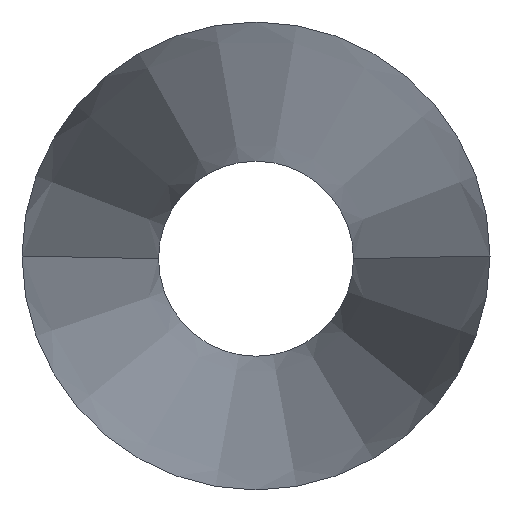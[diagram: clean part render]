
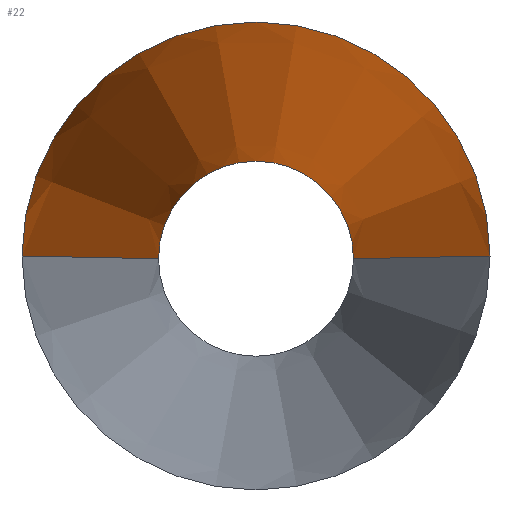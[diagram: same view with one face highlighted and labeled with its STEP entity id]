
A CAD part, top view. The second image highlights one B-rep face of the part: STEP entity #22.
In plain terms, the highlighted conical face has half-angle 5 degrees and reference radius 6.251 mm.
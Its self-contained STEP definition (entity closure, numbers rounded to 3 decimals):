
#5 = EDGE_CURVE ( 'NONE', #98, #14, #92, .T. ) ;
#6 = VERTEX_POINT ( 'NONE', #136 ) ;
#13 = DIRECTION ( 'NONE',  ( -0.087, 0., 0.996 ) ) ;
#14 = VERTEX_POINT ( 'NONE', #24 ) ;
#17 = CIRCLE ( 'NONE', #109, 15. ) ;
#18 = FACE_OUTER_BOUND ( 'NONE', #48, .T. ) ;
#19 = EDGE_CURVE ( 'NONE', #98, #6, #73, .T. ) ;
#21 = CARTESIAN_POINT ( 'NONE',  ( -6.251, 0., -100. ) ) ;
#22 = ADVANCED_FACE ( 'NONE', ( #18 ), #71, .T. ) ;
#24 = CARTESIAN_POINT ( 'NONE',  ( 6.251, 0., -100. ) ) ;
#31 = DIRECTION ( 'NONE',  ( 1., 0., 0. ) ) ;
#34 = DIRECTION ( 'NONE',  ( 0., 0., -1. ) ) ;
#36 = CARTESIAN_POINT ( 'NONE',  ( 0., 0., -100. ) ) ;
#45 = VECTOR ( 'NONE', #102, 1000. ) ;
#48 = EDGE_LOOP ( 'NONE', ( #124, #60, #110, #149 ) ) ;
#55 = DIRECTION ( 'NONE',  ( -1., 0., 0. ) ) ;
#60 = ORIENTED_EDGE ( 'NONE', *, *, #19, .T. ) ;
#63 = AXIS2_PLACEMENT_3D ( 'NONE', #36, #34, #85 ) ;
#66 = CARTESIAN_POINT ( 'NONE',  ( 15., 0., 0. ) ) ;
#71 = CONICAL_SURFACE ( 'NONE', #113, 6.251, 0.087 ) ;
#73 = LINE ( 'NONE', #122, #133 ) ;
#74 = VERTEX_POINT ( 'NONE', #66 ) ;
#85 = DIRECTION ( 'NONE',  ( -1., 0., 0. ) ) ;
#92 = CIRCLE ( 'NONE', #63, 6.251 ) ;
#94 = CARTESIAN_POINT ( 'NONE',  ( 0., 0., 0. ) ) ;
#98 = VERTEX_POINT ( 'NONE', #21 ) ;
#102 = DIRECTION ( 'NONE',  ( 0.087, 0., 0.996 ) ) ;
#109 = AXIS2_PLACEMENT_3D ( 'NONE', #94, #143, #55 ) ;
#110 = ORIENTED_EDGE ( 'NONE', *, *, #135, .T. ) ;
#113 = AXIS2_PLACEMENT_3D ( 'NONE', #128, #116, #31 ) ;
#116 = DIRECTION ( 'NONE',  ( 0., 0., 1. ) ) ;
#117 = CARTESIAN_POINT ( 'NONE',  ( 6.251, 0., -100. ) ) ;
#122 = CARTESIAN_POINT ( 'NONE',  ( -6.251, 0., -100. ) ) ;
#124 = ORIENTED_EDGE ( 'NONE', *, *, #5, .F. ) ;
#128 = CARTESIAN_POINT ( 'NONE',  ( 0., 0., -100. ) ) ;
#130 = LINE ( 'NONE', #117, #45 ) ;
#133 = VECTOR ( 'NONE', #13, 1000. ) ;
#135 = EDGE_CURVE ( 'NONE', #6, #74, #17, .T. ) ;
#136 = CARTESIAN_POINT ( 'NONE',  ( -15., 0., 0. ) ) ;
#138 = EDGE_CURVE ( 'NONE', #14, #74, #130, .T. ) ;
#143 = DIRECTION ( 'NONE',  ( 0., 0., -1. ) ) ;
#149 = ORIENTED_EDGE ( 'NONE', *, *, #138, .F. ) ;
